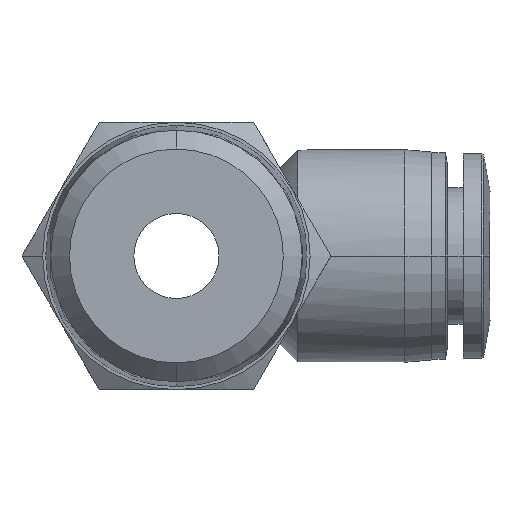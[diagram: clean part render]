
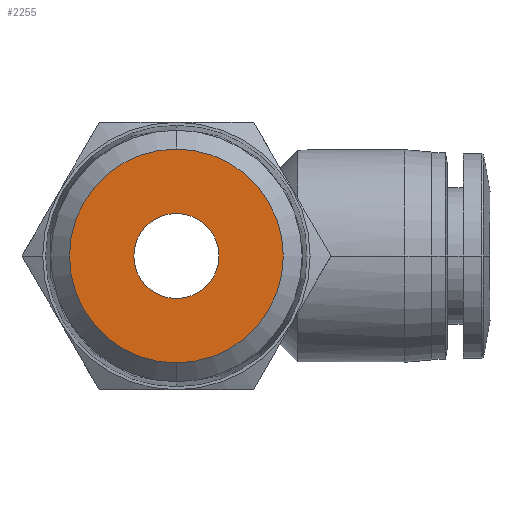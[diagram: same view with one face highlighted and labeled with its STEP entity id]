
A CAD part, front view. The second image highlights one B-rep face of the part: STEP entity #2255.
In plain terms, the highlighted planar face has unit normal (0, -1, 0).
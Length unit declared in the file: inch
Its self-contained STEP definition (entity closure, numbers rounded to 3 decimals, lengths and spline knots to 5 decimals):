
#207 = DIRECTION ( 'NONE',  ( 0., 0., 1. ) ) ;
#881 = PLANE ( 'NONE',  #3189 ) ;
#987 = CARTESIAN_POINT ( 'NONE',  ( 0.1378, -0.80709, 0. ) ) ;
#1079 = VERTEX_POINT ( 'NONE', #4141 ) ;
#1214 = DIRECTION ( 'NONE',  ( 0., 1., 0. ) ) ;
#1377 = CARTESIAN_POINT ( 'NONE',  ( -0.17317, -0.80709, 0. ) ) ;
#1468 = DIRECTION ( 'NONE',  ( 0., 1., 0. ) ) ;
#1859 = DIRECTION ( 'NONE',  ( 0., 0., -1. ) ) ;
#1889 = EDGE_CURVE ( 'NONE', #1079, #6064, #2109, .T. ) ;
#1949 = FACE_BOUND ( 'NONE', #3971, .T. ) ;
#2109 = CIRCLE ( 'NONE', #4060, 0.34633 ) ;
#2158 = CIRCLE ( 'NONE', #2209, 0.1378 ) ;
#2176 = CARTESIAN_POINT ( 'NONE',  ( -0.1378, -0.80709, 0. ) ) ;
#2209 = AXIS2_PLACEMENT_3D ( 'NONE', #2617, #5925, #3082 ) ;
#2249 = CIRCLE ( 'NONE', #4446, 0.1378 ) ;
#2255 = ADVANCED_FACE ( 'NONE', ( #1949, #4298 ), #881, .T. ) ;
#2617 = CARTESIAN_POINT ( 'NONE',  ( 0., -0.80709, 0. ) ) ;
#3024 = DIRECTION ( 'NONE',  ( 0., 1., 0. ) ) ;
#3082 = DIRECTION ( 'NONE',  ( -1., 0., 0. ) ) ;
#3189 = AXIS2_PLACEMENT_3D ( 'NONE', #1377, #4676, #1859 ) ;
#3245 = ORIENTED_EDGE ( 'NONE', *, *, #4820, .F. ) ;
#3291 = ORIENTED_EDGE ( 'NONE', *, *, #1889, .F. ) ;
#3328 = EDGE_CURVE ( 'NONE', #4616, #4918, #2249, .T. ) ;
#3472 = EDGE_LOOP ( 'NONE', ( #3245, #3291 ) ) ;
#3841 = AXIS2_PLACEMENT_3D ( 'NONE', #4281, #1468, #4774 ) ;
#3971 = EDGE_LOOP ( 'NONE', ( #5515, #5581 ) ) ;
#4019 = CARTESIAN_POINT ( 'NONE',  ( 0., -0.80709, 0. ) ) ;
#4060 = AXIS2_PLACEMENT_3D ( 'NONE', #5871, #3024, #207 ) ;
#4141 = CARTESIAN_POINT ( 'NONE',  ( 0., -0.80709, -0.34633 ) ) ;
#4281 = CARTESIAN_POINT ( 'NONE',  ( 0., -0.80709, 0. ) ) ;
#4298 = FACE_OUTER_BOUND ( 'NONE', #3472, .T. ) ;
#4446 = AXIS2_PLACEMENT_3D ( 'NONE', #4019, #1214, #4507 ) ;
#4507 = DIRECTION ( 'NONE',  ( -1., 0., 0. ) ) ;
#4584 = EDGE_CURVE ( 'NONE', #4918, #4616, #2158, .T. ) ;
#4616 = VERTEX_POINT ( 'NONE', #2176 ) ;
#4676 = DIRECTION ( 'NONE',  ( 0., -1., 0. ) ) ;
#4725 = CIRCLE ( 'NONE', #3841, 0.34633 ) ;
#4774 = DIRECTION ( 'NONE',  ( 0., 0., 1. ) ) ;
#4820 = EDGE_CURVE ( 'NONE', #6064, #1079, #4725, .T. ) ;
#4918 = VERTEX_POINT ( 'NONE', #987 ) ;
#5515 = ORIENTED_EDGE ( 'NONE', *, *, #3328, .T. ) ;
#5553 = CARTESIAN_POINT ( 'NONE',  ( 0., -0.80709, 0.34633 ) ) ;
#5581 = ORIENTED_EDGE ( 'NONE', *, *, #4584, .T. ) ;
#5871 = CARTESIAN_POINT ( 'NONE',  ( 0., -0.80709, 0. ) ) ;
#5925 = DIRECTION ( 'NONE',  ( 0., 1., 0. ) ) ;
#6064 = VERTEX_POINT ( 'NONE', #5553 ) ;
